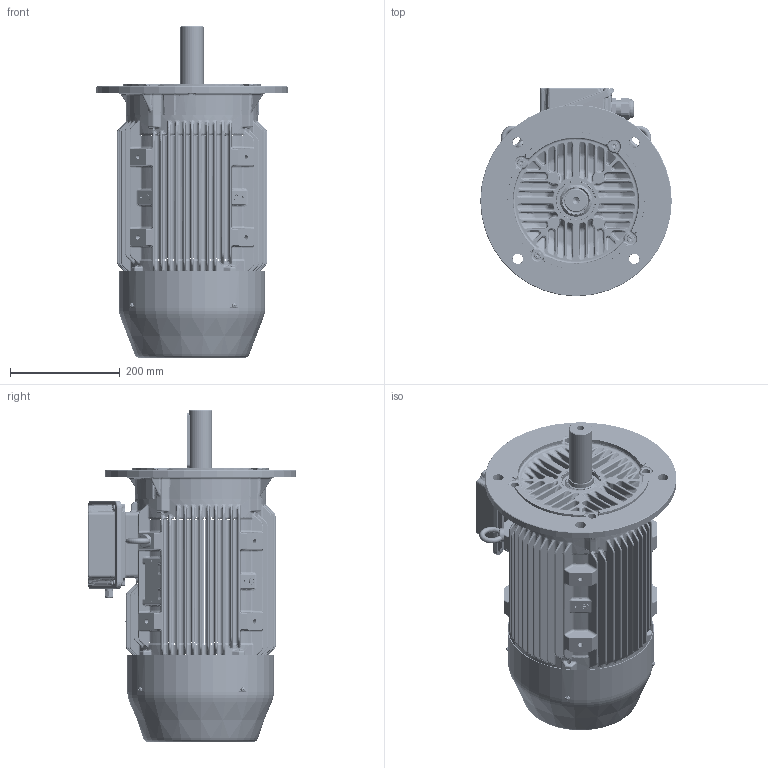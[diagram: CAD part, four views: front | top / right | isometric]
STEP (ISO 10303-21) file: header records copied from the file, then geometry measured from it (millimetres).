
FILE_DESCRIPTION(/* description */ (''),/* implementation_level */ '2;1');
FILE_NAME(/* name */ '6521657xx-DIS GORUNUS QHSG 160 B5 LNDE-KI.stp',/* time_stamp */ '2020-12-04T13:19:05+03:00',/* author */ (''),/* organization */ (''),/* preprocessor_version */ 'ST-DEVELOPER v16',/* originating_system */ 'SIEMENS PLM Software NX 11.0',/* authorisation */ '');
FILE_SCHEMA (('AUTOMOTIVE_DESIGN { 1 0 10303 214 3 1 1 1 }'));
Products named in the file (1): C9017F38B806sw9t
Bounding box: 349 x 380.49 x 605 mm (x, y, z)
Surface area: 1297413.5 mm2 (no closed solid volume)
Topology: 0 solids, 89 shells, 5573 faces, 15293 edges, 9482 vertices
Faces by surface type: bspline 2258, cylinder 1440, plane 1019, torus 467, cone 321, sphere 68
Full cylindrical faces by diameter (mm): 2.5 x2, 3.2 x2, 4.2 x2, 5 x4, 6.8 x8, 8 x4, 8.5 x6, 8.65 x5, 10 x6, 12 x2, 13 x1, 13.2 x1, 15 x5, 19 x2, 21 x2, 25 x2, 31.25 x2, 34.3 x1, 34.5 x2, 36 x2, 41.4 x1, 42 x1, 45 x2, 68.667 x2, 264 x1, 267 x1, 349 x1
Entity records: 240260 total; most frequent: CARTESIAN_POINT 116671, ORIENTED_EDGE 26555, DIRECTION 22441, EDGE_CURVE 15016, VERTEX_POINT 9447, AXIS2_PLACEMENT_3D 9208, EDGE_LOOP 6062, ADVANCED_FACE 5573
